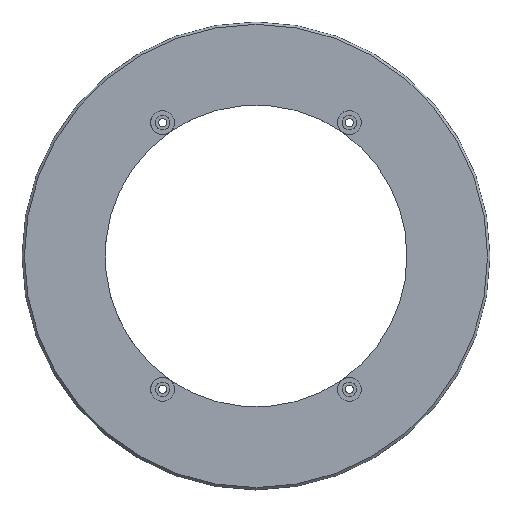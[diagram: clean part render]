
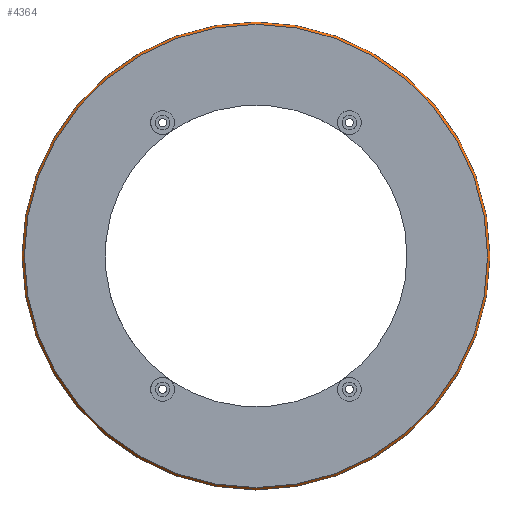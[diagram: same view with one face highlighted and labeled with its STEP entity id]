
A CAD part, top view. The second image highlights one B-rep face of the part: STEP entity #4364.
In plain terms, the highlighted conical face has half-angle 45 degrees and reference radius 98 mm.
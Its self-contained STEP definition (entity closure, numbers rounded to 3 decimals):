
#2510 = CYLINDRICAL_SURFACE('',#2511,98.);
#2511 = AXIS2_PLACEMENT_3D('',#2512,#2513,#2514);
#2512 = CARTESIAN_POINT('',(0.,0.,0.));
#2513 = DIRECTION('',(-0.,-0.,-1.));
#2514 = DIRECTION('',(1.,0.,0.));
#2564 = PLANE('',#2565);
#2565 = AXIS2_PLACEMENT_3D('',#2566,#2567,#2568);
#2566 = CARTESIAN_POINT('',(0.,0.,3.5)
  );
#2567 = DIRECTION('',(0.,0.,1.));
#2568 = DIRECTION('',(1.,0.,0.));
#3876 = VERTEX_POINT('',#3877);
#3877 = CARTESIAN_POINT('',(98.,0.,2.5));
#3898 = EDGE_CURVE('',#3876,#3876,#3899,.T.);
#3899 = SURFACE_CURVE('',#3900,(#3905,#3912),.PCURVE_S1.);
#3900 = CIRCLE('',#3901,98.);
#3901 = AXIS2_PLACEMENT_3D('',#3902,#3903,#3904);
#3902 = CARTESIAN_POINT('',(0.,0.,2.5));
#3903 = DIRECTION('',(0.,0.,1.));
#3904 = DIRECTION('',(1.,0.,0.));
#3905 = PCURVE('',#2510,#3906);
#3906 = DEFINITIONAL_REPRESENTATION('',(#3907),#3911);
#3907 = LINE('',#3908,#3909);
#3908 = CARTESIAN_POINT('',(-0.,-2.5));
#3909 = VECTOR('',#3910,1.);
#3910 = DIRECTION('',(-1.,0.));
#3911 = ( GEOMETRIC_REPRESENTATION_CONTEXT(2) 
PARAMETRIC_REPRESENTATION_CONTEXT() REPRESENTATION_CONTEXT('2D SPACE',''
  ) );
#3912 = PCURVE('',#3913,#3918);
#3913 = CONICAL_SURFACE('',#3914,98.,0.785);
#3914 = AXIS2_PLACEMENT_3D('',#3915,#3916,#3917);
#3915 = CARTESIAN_POINT('',(0.,0.,2.5));
#3916 = DIRECTION('',(-0.,-0.,-1.));
#3917 = DIRECTION('',(1.,0.,0.));
#3918 = DEFINITIONAL_REPRESENTATION('',(#3919),#3923);
#3919 = LINE('',#3920,#3921);
#3920 = CARTESIAN_POINT('',(-0.,-0.));
#3921 = VECTOR('',#3922,1.);
#3922 = DIRECTION('',(-1.,-0.));
#3923 = ( GEOMETRIC_REPRESENTATION_CONTEXT(2) 
PARAMETRIC_REPRESENTATION_CONTEXT() REPRESENTATION_CONTEXT('2D SPACE',''
  ) );
#3930 = EDGE_CURVE('',#3931,#3931,#3933,.T.);
#3931 = VERTEX_POINT('',#3932);
#3932 = CARTESIAN_POINT('',(97.,0.,3.5));
#3933 = SURFACE_CURVE('',#3934,(#3939,#3946),.PCURVE_S1.);
#3934 = CIRCLE('',#3935,97.);
#3935 = AXIS2_PLACEMENT_3D('',#3936,#3937,#3938);
#3936 = CARTESIAN_POINT('',(0.,0.,3.5));
#3937 = DIRECTION('',(0.,0.,1.));
#3938 = DIRECTION('',(1.,0.,0.));
#3939 = PCURVE('',#2564,#3940);
#3940 = DEFINITIONAL_REPRESENTATION('',(#3941),#3945);
#3941 = CIRCLE('',#3942,97.);
#3942 = AXIS2_PLACEMENT_2D('',#3943,#3944);
#3943 = CARTESIAN_POINT('',(0.,0.));
#3944 = DIRECTION('',(1.,0.));
#3945 = ( GEOMETRIC_REPRESENTATION_CONTEXT(2) 
PARAMETRIC_REPRESENTATION_CONTEXT() REPRESENTATION_CONTEXT('2D SPACE',''
  ) );
#3946 = PCURVE('',#3913,#3947);
#3947 = DEFINITIONAL_REPRESENTATION('',(#3948),#3952);
#3948 = LINE('',#3949,#3950);
#3949 = CARTESIAN_POINT('',(-0.,-1.));
#3950 = VECTOR('',#3951,1.);
#3951 = DIRECTION('',(-1.,-0.));
#3952 = ( GEOMETRIC_REPRESENTATION_CONTEXT(2) 
PARAMETRIC_REPRESENTATION_CONTEXT() REPRESENTATION_CONTEXT('2D SPACE',''
  ) );
#4364 = ADVANCED_FACE('',(#4365),#3913,.T.);
#4365 = FACE_BOUND('',#4366,.T.);
#4366 = EDGE_LOOP('',(#4367,#4388,#4389,#4390));
#4367 = ORIENTED_EDGE('',*,*,#4368,.F.);
#4368 = EDGE_CURVE('',#3876,#3931,#4369,.T.);
#4369 = SEAM_CURVE('',#4370,(#4374,#4381),.PCURVE_S1.);
#4370 = LINE('',#4371,#4372);
#4371 = CARTESIAN_POINT('',(98.,0.,2.5));
#4372 = VECTOR('',#4373,1.);
#4373 = DIRECTION('',(-0.707,0.,0.707));
#4374 = PCURVE('',#3913,#4375);
#4375 = DEFINITIONAL_REPRESENTATION('',(#4376),#4380);
#4376 = LINE('',#4377,#4378);
#4377 = CARTESIAN_POINT('',(-0.,-0.));
#4378 = VECTOR('',#4379,1.);
#4379 = DIRECTION('',(-0.,-1.));
#4380 = ( GEOMETRIC_REPRESENTATION_CONTEXT(2) 
PARAMETRIC_REPRESENTATION_CONTEXT() REPRESENTATION_CONTEXT('2D SPACE',''
  ) );
#4381 = PCURVE('',#3913,#4382);
#4382 = DEFINITIONAL_REPRESENTATION('',(#4383),#4387);
#4383 = LINE('',#4384,#4385);
#4384 = CARTESIAN_POINT('',(-6.283,-0.));
#4385 = VECTOR('',#4386,1.);
#4386 = DIRECTION('',(-0.,-1.));
#4387 = ( GEOMETRIC_REPRESENTATION_CONTEXT(2) 
PARAMETRIC_REPRESENTATION_CONTEXT() REPRESENTATION_CONTEXT('2D SPACE',''
  ) );
#4388 = ORIENTED_EDGE('',*,*,#3898,.T.);
#4389 = ORIENTED_EDGE('',*,*,#4368,.T.);
#4390 = ORIENTED_EDGE('',*,*,#3930,.F.);
